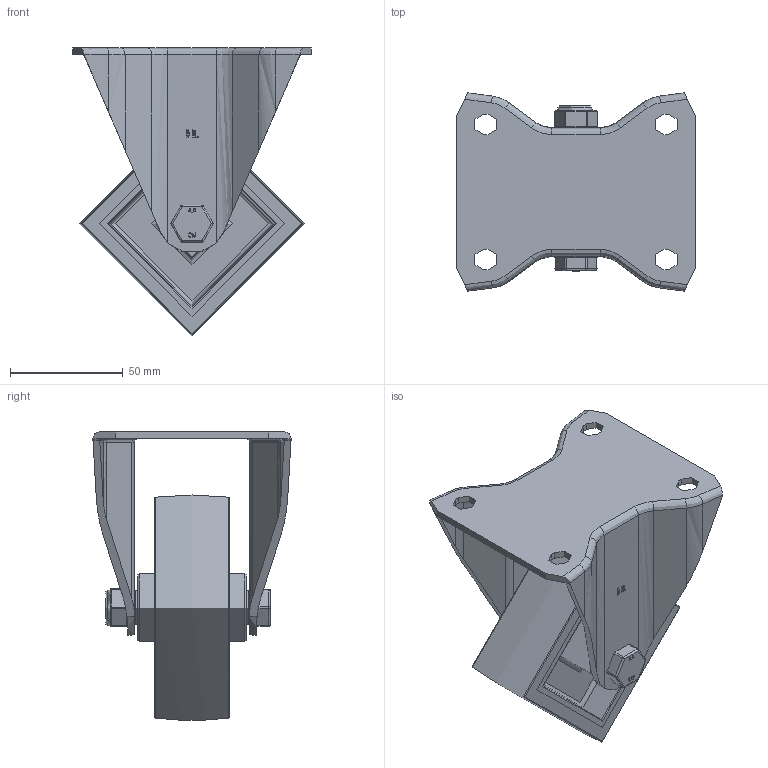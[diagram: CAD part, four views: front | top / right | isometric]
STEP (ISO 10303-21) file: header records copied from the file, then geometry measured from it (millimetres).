
FILE_DESCRIPTION(/* description */ (''),/* implementation_level */ '2;1');
FILE_NAME(/* name */ 'BZEHF100NP.step',/* time_stamp */ '2024-06-24T11:53:21+01:00',/* author */ (''),/* organization */ (''),/* preprocessor_version */ 'ST-DEVELOPER v20',/* originating_system */ 'Autodesk Translation Framework v13.14.0.145',/* authorisation */ '');
FILE_SCHEMA (('AUTOMOTIVE_DESIGN { 1 0 10303 214 3 1 1 }'));
Length unit declared in the file: millimetre
Products named in the file (14): BZEHF100NP; BZHF100AS v1; ZINC PLATED, PRESSED STEEL BRACKET; BZH100WNP61 v1; POLYURETHANE TYRE; NYLON RIM; TUBEM15X50 v1; ZINC PLATED AXLE TUBE; HEXBOLTM10X65Z8.8FULL v2; GRADE 8.8 FULLY THREADED ZINC PLATED BOLT; NYLOCM10Z v1; NYLOC NUT; RUBBER; NUT
Assembly tree (13 placements, depth 4):
  BZEHF100NP
    BZHF100AS v1
      ZINC PLATED, PRESSED STEEL BRACKET
    BZH100WNP61 v1
      POLYURETHANE TYRE
      NYLON RIM
    TUBEM15X50 v1
      ZINC PLATED AXLE TUBE
    HEXBOLTM10X65Z8.8FULL v2
      GRADE 8.8 FULLY THREADED ZINC PLATED BOLT
    NYLOCM10Z v1
      NYLOC NUT
        RUBBER
        NUT
Bounding box: 106 x 88 x 127.89 mm (x, y, z)
Volume: 226830.4 mm3; surface area: 101378.4 mm2
Topology: 7 solids, 7 shells, 421 faces, 1058 edges, 672 vertices
Faces by surface type: cylinder 182, plane 137, bspline 53, torus 26, sphere 18, cone 5
Full cylindrical faces by diameter (mm): 8.141 x18, 9.85 x30, 10 x3, 10.25 x2, 10.5 x1, 12 x2, 15 x1, 15.4 x1, 16 x2, 30 x2, 82 x2
Entity records: 18678 total; most frequent: CARTESIAN_POINT 8687, ORIENTED_EDGE 2116, DIRECTION 1831, EDGE_CURVE 1058, VERTEX_POINT 672, AXIS2_PLACEMENT_3D 661, LINE 509, VECTOR 509
